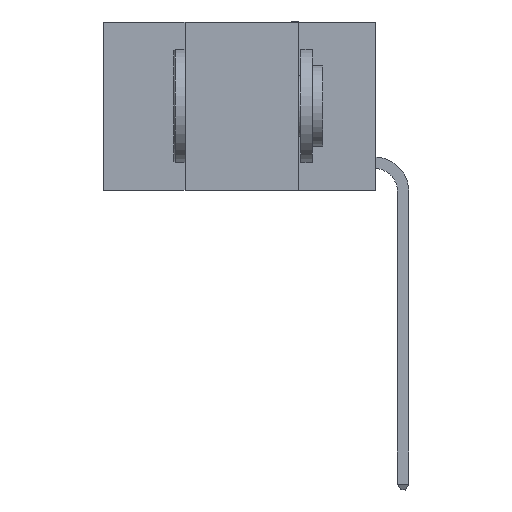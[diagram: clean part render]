
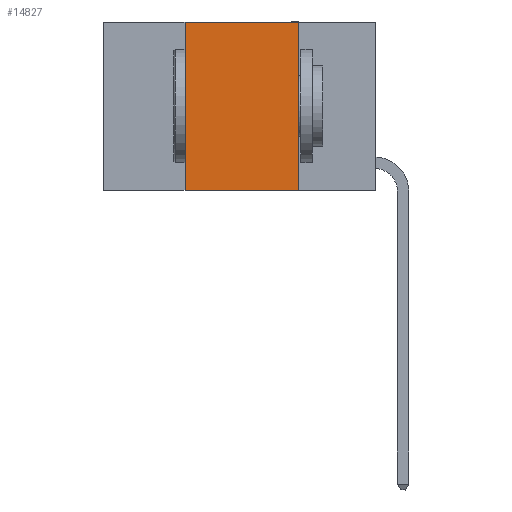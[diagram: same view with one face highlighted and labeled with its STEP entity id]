
A CAD part, left-side view. The second image highlights one B-rep face of the part: STEP entity #14827.
In plain terms, the highlighted planar face has unit normal (-1, 0, 0).
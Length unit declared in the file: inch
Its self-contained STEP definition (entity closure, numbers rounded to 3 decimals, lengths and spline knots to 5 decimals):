
#998 = VERTEX_POINT ( 'NONE', #5066 ) ;
#4277 = CARTESIAN_POINT ( 'NONE',  ( 0., 0.42, 0. ) ) ;
#5066 = CARTESIAN_POINT ( 'NONE',  ( 0., 0.42, -0.37 ) ) ;
#5735 = DIRECTION ( 'NONE',  ( 0., -1., 0. ) ) ;
#6622 = CARTESIAN_POINT ( 'NONE',  ( 0., 0.17, -0.37 ) ) ;
#8176 = DIRECTION ( 'NONE',  ( 0., 0., -1. ) ) ;
#9830 = DIRECTION ( 'NONE',  ( 0., 0., -1. ) ) ;
#10408 = CARTESIAN_POINT ( 'NONE',  ( 0., 0.6, -0.37 ) ) ;
#10715 = CARTESIAN_POINT ( 'NONE',  ( 0., 0.42, 0. ) ) ;
#12934 = AXIS2_PLACEMENT_3D ( 'NONE', #19640, #22041, #8176 ) ;
#13210 = EDGE_LOOP ( 'NONE', ( #18155, #14181, #16359, #28481 ) ) ;
#14181 = ORIENTED_EDGE ( 'NONE', *, *, #23524, .F. ) ;
#14827 = ADVANCED_FACE ( 'NONE', ( #15896 ), #17457, .F. ) ;
#15725 = VERTEX_POINT ( 'NONE', #6622 ) ;
#15896 = FACE_OUTER_BOUND ( 'NONE', #13210, .T. ) ;
#16359 = ORIENTED_EDGE ( 'NONE', *, *, #24769, .F. ) ;
#17457 = PLANE ( 'NONE',  #12934 ) ;
#17740 = DIRECTION ( 'NONE',  ( 0., 0., 1. ) ) ;
#17882 = VECTOR ( 'NONE', #19776, 39.37008 ) ;
#18155 = ORIENTED_EDGE ( 'NONE', *, *, #26283, .F. ) ;
#18665 = EDGE_CURVE ( 'NONE', #998, #15725, #20760, .T. ) ;
#19640 = CARTESIAN_POINT ( 'NONE',  ( 0., 0.6, 0. ) ) ;
#19776 = DIRECTION ( 'NONE',  ( 0., -1., 0. ) ) ;
#20760 = LINE ( 'NONE', #10408, #25385 ) ;
#21352 = CARTESIAN_POINT ( 'NONE',  ( 0., 0.17, 0. ) ) ;
#22041 = DIRECTION ( 'NONE',  ( 1., 0., 0. ) ) ;
#22076 = CARTESIAN_POINT ( 'NONE',  ( 0., 0.6, 0. ) ) ;
#22952 = VERTEX_POINT ( 'NONE', #26982 ) ;
#23469 = VECTOR ( 'NONE', #17740, 39.37008 ) ;
#23524 = EDGE_CURVE ( 'NONE', #23715, #22952, #23930, .T. ) ;
#23715 = VERTEX_POINT ( 'NONE', #4277 ) ;
#23930 = LINE ( 'NONE', #22076, #17882 ) ;
#24769 = EDGE_CURVE ( 'NONE', #998, #23715, #29517, .T. ) ;
#24861 = LINE ( 'NONE', #21352, #28761 ) ;
#25385 = VECTOR ( 'NONE', #5735, 39.37008 ) ;
#26283 = EDGE_CURVE ( 'NONE', #22952, #15725, #24861, .T. ) ;
#26982 = CARTESIAN_POINT ( 'NONE',  ( 0., 0.17, 0. ) ) ;
#28481 = ORIENTED_EDGE ( 'NONE', *, *, #18665, .T. ) ;
#28761 = VECTOR ( 'NONE', #9830, 39.37008 ) ;
#29517 = LINE ( 'NONE', #10715, #23469 ) ;
